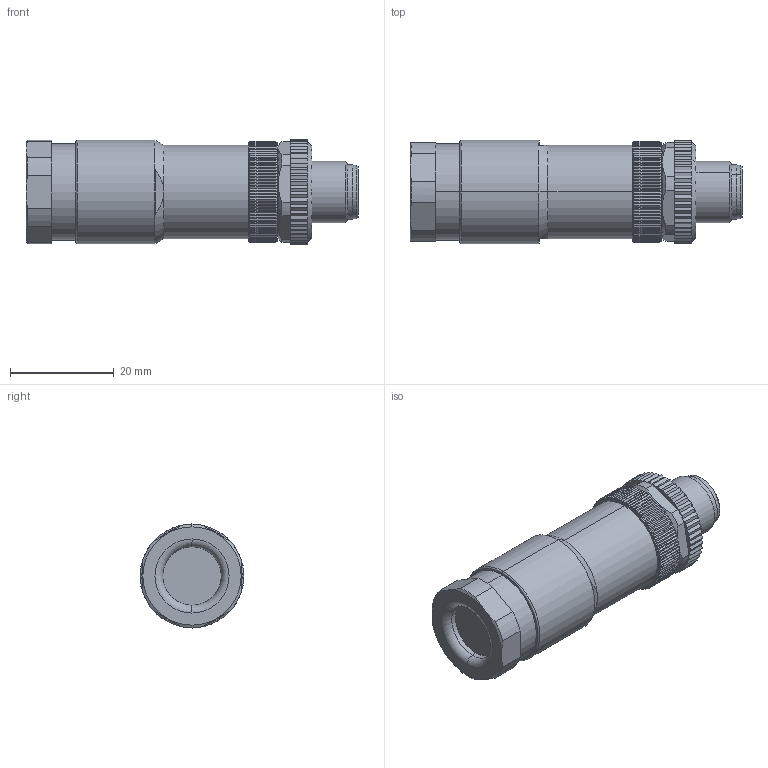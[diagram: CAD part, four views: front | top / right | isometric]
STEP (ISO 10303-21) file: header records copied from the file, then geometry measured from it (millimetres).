
FILE_DESCRIPTION (( 'STEP AP203' ), '1' );
FILE_NAME ('7000-12801-0000000.step', '2025-06-04T18:49:32', ( '' ), ( '' ), 'SwSTEP 2.0', 'SolidWorks 2024', '' );
FILE_SCHEMA (( 'CONFIG_CONTROL_DESIGN' ));
Length unit declared in the file: millimetre
Products named in the file (1): 7000-12801-0000000
Bounding box: 64.14 x 20.07 x 20.1 mm (x, y, z)
Volume: 15984.4 mm3; surface area: 4959.8 mm2
Topology: 1 solids, 1 shells, 546 faces, 1559 edges, 1022 vertices
Faces by surface type: plane 346, cylinder 152, cone 32, sphere 12, torus 4
Entity records: 17912 total; most frequent: CARTESIAN_POINT 3843, ORIENTED_EDGE 3074, DIRECTION 2763, EDGE_CURVE 1537, VERTEX_POINT 1011, LINE 929, VECTOR 929, AXIS2_PLACEMENT_3D 917
